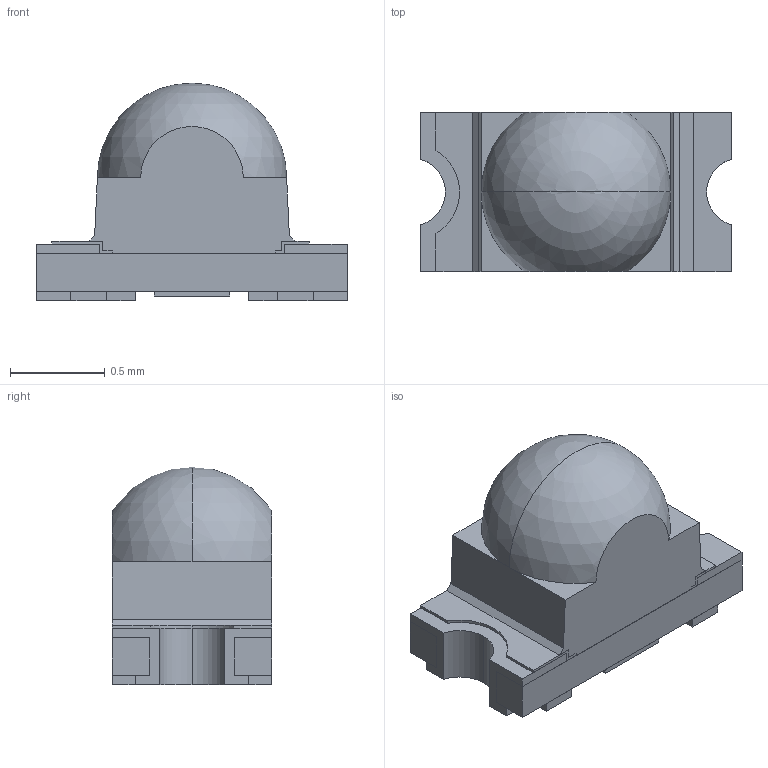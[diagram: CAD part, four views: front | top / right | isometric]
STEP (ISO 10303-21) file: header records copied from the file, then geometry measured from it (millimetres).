
FILE_DESCRIPTION(('CoCreate Modeling STEP Export'),'2;1');
FILE_NAME('4P.stp','2012-09-26T13:31:06',(''),(''),'CoCreate Modeling STEP processor for AP214 (Solid Model)','CoCreate Modeling 17.0 01-Apr-2010 (C) Parametric Technology GmbH','');
FILE_SCHEMA(('AUTOMOTIVE_DESIGN { 1 0 10303 214 1 1 1 1 }'));
Length unit declared in the file: millimetre
Products named in the file (10): anode; cathode; lens; p1; p1.1; p1.2; pwb; rejist; rejist.1; urareji
Bounding box: 1.64 x 0.84 x 1.15 mm (x, y, z)
Volume: 0.9 mm3; surface area: 12.5 mm2
Topology: 7 solids, 7 shells, 118 faces, 311 edges, 205 vertices
Faces by surface type: plane 102, cylinder 14, sphere 2
Entity records: 3618 total; most frequent: ORIENTED_EDGE 618, CARTESIAN_POINT 599, DIRECTION 519, EDGE_CURVE 309, VECTOR 269, LINE 269, VERTEX_POINT 205, AXIS2_PLACEMENT_3D 125
